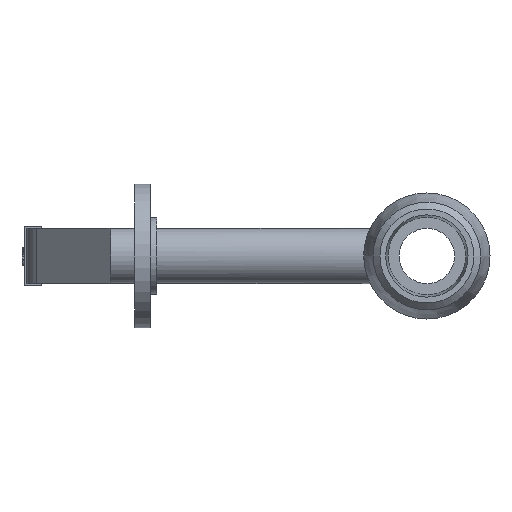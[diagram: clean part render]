
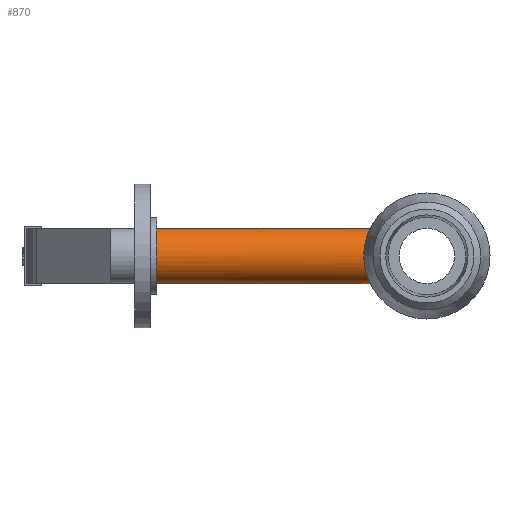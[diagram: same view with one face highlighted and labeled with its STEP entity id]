
A CAD part, left-side view. The second image highlights one B-rep face of the part: STEP entity #870.
In plain terms, the highlighted cylindrical face has radius 12.5 mm (diameter 25 mm), a full revolution.
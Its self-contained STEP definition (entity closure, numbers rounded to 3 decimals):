
#235=CARTESIAN_POINT('',(130.0,25.612,-12.5));
#236=VERTEX_POINT('',#235);
#237=CARTESIAN_POINT('',(130.0,25.612,-12.5));
#238=CARTESIAN_POINT('',(130.797,25.612,-12.5));
#239=CARTESIAN_POINT('',(131.618,25.651,-12.423));
#240=CARTESIAN_POINT('',(133.242,25.804,-12.101));
#241=CARTESIAN_POINT('',(134.046,25.919,-11.856));
#242=CARTESIAN_POINT('',(136.349,26.345,-10.895));
#243=CARTESIAN_POINT('',(137.74,26.736,-9.938));
#244=CARTESIAN_POINT('',(139.936,27.453,-7.742));
#245=CARTESIAN_POINT('',(140.895,27.827,-6.35));
#246=CARTESIAN_POINT('',(141.857,28.222,-4.045));
#247=CARTESIAN_POINT('',(142.101,28.327,-3.24));
#248=CARTESIAN_POINT('',(142.423,28.466,-1.616));
#249=CARTESIAN_POINT('',(142.5,28.5,-0.796));
#250=CARTESIAN_POINT('',(142.5,28.5,0.796));
#251=CARTESIAN_POINT('',(142.423,28.466,1.616));
#252=CARTESIAN_POINT('',(142.101,28.327,3.24));
#253=CARTESIAN_POINT('',(141.857,28.222,4.045));
#254=CARTESIAN_POINT('',(140.895,27.827,6.35));
#255=CARTESIAN_POINT('',(139.936,27.453,7.742));
#256=CARTESIAN_POINT('',(137.74,26.736,9.938));
#257=CARTESIAN_POINT('',(136.349,26.345,10.895));
#258=CARTESIAN_POINT('',(134.046,25.919,11.856));
#259=CARTESIAN_POINT('',(133.242,25.804,12.101));
#260=CARTESIAN_POINT('',(131.618,25.651,12.423));
#261=CARTESIAN_POINT('',(130.797,25.612,12.5));
#262=CARTESIAN_POINT('',(129.203,25.612,12.5));
#263=CARTESIAN_POINT('',(128.382,25.651,12.423));
#264=CARTESIAN_POINT('',(126.758,25.804,12.101));
#265=CARTESIAN_POINT('',(125.954,25.919,11.856));
#266=CARTESIAN_POINT('',(123.651,26.345,10.895));
#267=CARTESIAN_POINT('',(122.26,26.736,9.938));
#268=CARTESIAN_POINT('',(120.064,27.453,7.742));
#269=CARTESIAN_POINT('',(119.105,27.827,6.35));
#270=CARTESIAN_POINT('',(118.143,28.222,4.045));
#271=CARTESIAN_POINT('',(117.899,28.327,3.24));
#272=CARTESIAN_POINT('',(117.577,28.466,1.616));
#273=CARTESIAN_POINT('',(117.5,28.5,0.796));
#274=CARTESIAN_POINT('',(117.5,28.5,-0.796));
#275=CARTESIAN_POINT('',(117.577,28.466,-1.616));
#276=CARTESIAN_POINT('',(117.899,28.327,-3.24));
#277=CARTESIAN_POINT('',(118.143,28.222,-4.045));
#278=CARTESIAN_POINT('',(119.105,27.827,-6.35));
#279=CARTESIAN_POINT('',(120.064,27.453,-7.742));
#280=CARTESIAN_POINT('',(122.26,26.736,-9.938));
#281=CARTESIAN_POINT('',(123.651,26.345,-10.895));
#282=CARTESIAN_POINT('',(125.954,25.919,-11.856));
#283=CARTESIAN_POINT('',(126.758,25.804,-12.101));
#284=CARTESIAN_POINT('',(128.382,25.651,-12.423));
#285=CARTESIAN_POINT('',(129.203,25.612,-12.5));
#286=CARTESIAN_POINT('',(130.0,25.612,-12.5));
#287=B_SPLINE_CURVE_WITH_KNOTS('',3,(#237,#238,#239,#240,#241,#242,#243,#244,#245,#246,#247,#248,#249,#250,#251,#252,#253,#254,#255,#256,#257,#258,#259,#260,#261,#262,#263,#264,#265,#266,#267,#268,#269,#270,#271,#272,#273,#274,#275,#276,#277,#278,#279,#280,#281,#282,#283,#284,#285,#286),.UNSPECIFIED.,.T.,.U.,(4,2,2,2,2,2,2,2,2,2,2,2,2,2,2,2,2,2,2,2,2,2,2,2,4),(0.0,0.239,0.478,0.957,1.434,1.673,1.912,2.151,2.39,2.867,3.346,3.585,3.824,4.063,4.303,4.781,5.259,5.497,5.736,5.975,6.214,6.692,7.17,7.409,7.648),.UNSPECIFIED.);
#288=EDGE_CURVE('',#236,#236,#287,.T.);
#444=CARTESIAN_POINT('',(142.5,122.,0.0));
#445=VERTEX_POINT('',#444);
#446=CARTESIAN_POINT('',(130.0,122.,0.0));
#447=DIRECTION('',(0.0,-1.0,0.0));
#448=DIRECTION('',(1.0,0.0,0.0));
#449=AXIS2_PLACEMENT_3D('',#446,#447,#448);
#450=CIRCLE('',#449,12.5);
#451=EDGE_CURVE('',#445,#445,#450,.T.);
#859=CARTESIAN_POINT('',(130.0,129.0,0.0));
#860=DIRECTION('',(0.0,-1.0,0.0));
#861=DIRECTION('',(1.0,0.0,0.0));
#862=AXIS2_PLACEMENT_3D('',#859,#860,#861);
#863=CYLINDRICAL_SURFACE('',#862,12.5);
#864=ORIENTED_EDGE('',*,*,#451,.T.);
#865=EDGE_LOOP('',(#864));
#866=FACE_OUTER_BOUND('',#865,.T.);
#867=ORIENTED_EDGE('',*,*,#288,.F.);
#868=EDGE_LOOP('',(#867));
#869=FACE_BOUND('',#868,.T.);
#870=ADVANCED_FACE('',(#866,#869),#863,.T.);
